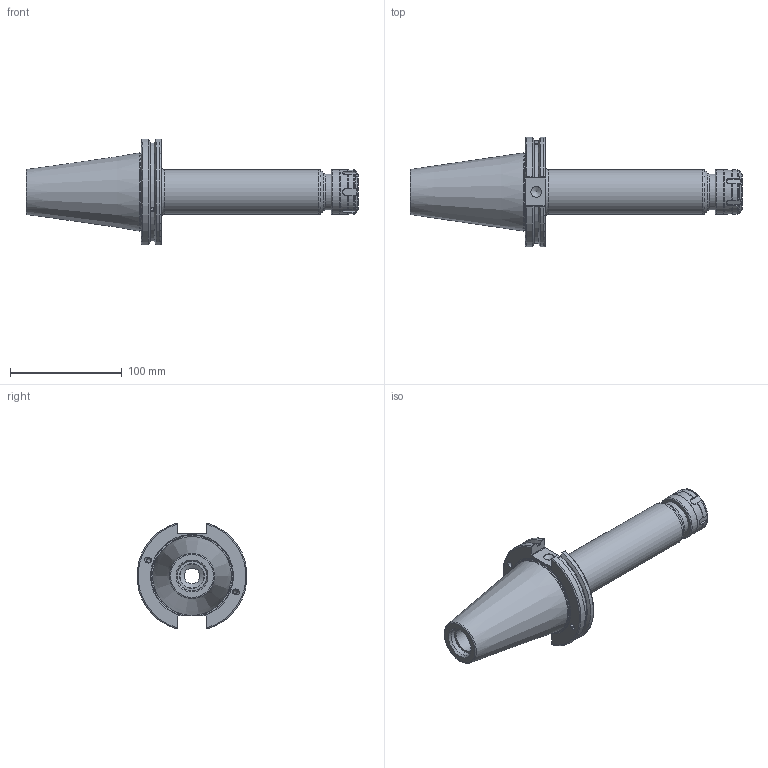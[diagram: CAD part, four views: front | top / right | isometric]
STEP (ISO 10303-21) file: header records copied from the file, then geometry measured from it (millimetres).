
FILE_DESCRIPTION(/* description */ (''),/* implementation_level */ '2;1');
FILE_NAME(/* name */ 'TC035_ CCT50ADB-SKA16-195.stp',/* time_stamp */ '2023-08-16T12:25:40+09:00',/* author */ ('YSH'),/* organization */ (''),/* preprocessor_version */ 'ST-DEVELOPER v18.1',/* originating_system */ 'Autodesk Inventor 2022',/* authorisation */ '');
FILE_SCHEMA (('AUTOMOTIVE_DESIGN { 1 0 10303 214 3 1 1 }'));
Length unit declared in the file: millimetre
Products named in the file (3): LO-CCT50ADB-SKA16-195; LO-CCT50ADB-SKA16-195_1; SKN16-NUT
Assembly tree (2 placements, depth 2):
  LO-CCT50ADB-SKA16-195
    LO-CCT50ADB-SKA16-195_1
    SKN16-NUT
Bounding box: 296.6 x 98.06 x 94.69 mm (x, y, z)
Volume: 500807.1 mm3; surface area: 80184.5 mm2
Topology: 2 solids, 2 shells, 166 faces, 451 edges, 295 vertices
Faces by surface type: plane 59, cylinder 48, cone 41, torus 18
Full cylindrical faces by diameter (mm): 3.242 x4, 4.134 x2, 4.2 x2, 5 x2, 9.525 x1, 14 x1, 15.748 x1, 19.8 x1, 21 x1, 21.5 x1, 21.971 x1, 22 x1, 26.2 x1, 29.976 x1, 32 x2, 32.4 x2, 39.6 x1, 40 x2, 69.25 x1
Entity records: 5846 total; most frequent: CARTESIAN_POINT 1561, ORIENTED_EDGE 896, DIRECTION 874, EDGE_CURVE 448, AXIS2_PLACEMENT_3D 339, VERTEX_POINT 295, LINE 196, VECTOR 196
